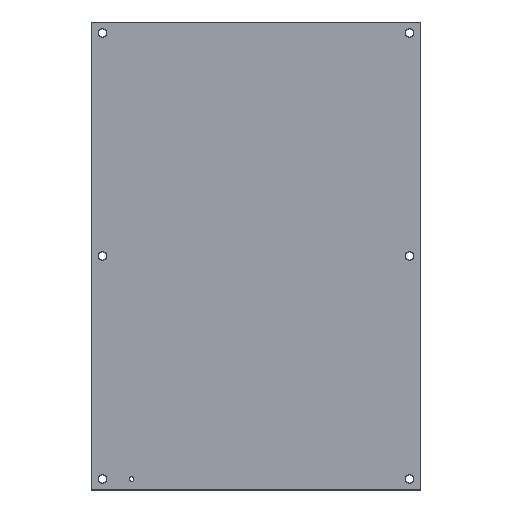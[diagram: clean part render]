
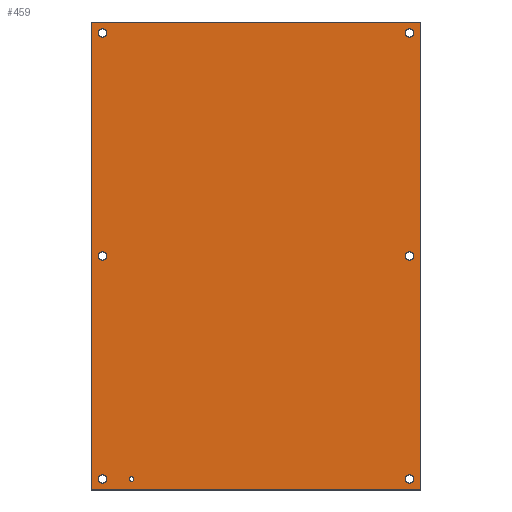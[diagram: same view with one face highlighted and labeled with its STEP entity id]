
A CAD part, top view. The second image highlights one B-rep face of the part: STEP entity #459.
In plain terms, the highlighted planar face has unit normal (0, 0, 1).
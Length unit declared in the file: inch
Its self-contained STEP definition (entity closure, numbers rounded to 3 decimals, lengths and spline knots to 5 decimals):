
#79=CARTESIAN_POINT('',(22.0315,16.,0.09375));
#80=VERTEX_POINT('',#79);
#81=CARTESIAN_POINT('',(21.75,16.,0.09375));
#82=DIRECTION('',(0.0,0.0,-1.0));
#83=DIRECTION('',(1.0,0.0,0.0));
#84=AXIS2_PLACEMENT_3D('',#81,#82,#83);
#85=CIRCLE('',#84,0.2815);
#86=EDGE_CURVE('',#80,#80,#85,.T.);
#107=CARTESIAN_POINT('',(1.0315,16.0,0.09375));
#108=VERTEX_POINT('',#107);
#109=CARTESIAN_POINT('',(0.75,16.0,0.09375));
#110=DIRECTION('',(0.0,0.0,-1.0));
#111=DIRECTION('',(1.0,0.0,0.0));
#112=AXIS2_PLACEMENT_3D('',#109,#110,#111);
#113=CIRCLE('',#112,0.2815);
#114=EDGE_CURVE('',#108,#108,#113,.T.);
#135=CARTESIAN_POINT('',(2.906,0.75,0.09375));
#136=VERTEX_POINT('',#135);
#137=CARTESIAN_POINT('',(2.75,0.75,0.09375));
#138=DIRECTION('',(0.0,0.0,-1.0));
#139=DIRECTION('',(1.0,0.0,0.0));
#140=AXIS2_PLACEMENT_3D('',#137,#138,#139);
#141=CIRCLE('',#140,0.156);
#142=EDGE_CURVE('',#136,#136,#141,.T.);
#163=CARTESIAN_POINT('',(22.0315,0.75,0.09375));
#164=VERTEX_POINT('',#163);
#165=CARTESIAN_POINT('',(21.75,0.75,0.09375));
#166=DIRECTION('',(0.0,0.0,-1.0));
#167=DIRECTION('',(1.0,0.0,0.0));
#168=AXIS2_PLACEMENT_3D('',#165,#166,#167);
#169=CIRCLE('',#168,0.2815);
#170=EDGE_CURVE('',#164,#164,#169,.T.);
#191=CARTESIAN_POINT('',(1.0315,0.75,0.09375));
#192=VERTEX_POINT('',#191);
#193=CARTESIAN_POINT('',(0.75,0.75,0.09375));
#194=DIRECTION('',(0.0,0.0,-1.0));
#195=DIRECTION('',(1.0,0.0,0.0));
#196=AXIS2_PLACEMENT_3D('',#193,#194,#195);
#197=CIRCLE('',#196,0.2815);
#198=EDGE_CURVE('',#192,#192,#197,.T.);
#219=CARTESIAN_POINT('',(22.0315,31.25,0.09375));
#220=VERTEX_POINT('',#219);
#221=CARTESIAN_POINT('',(21.75,31.25,0.09375));
#222=DIRECTION('',(0.0,0.0,-1.0));
#223=DIRECTION('',(1.0,0.0,0.0));
#224=AXIS2_PLACEMENT_3D('',#221,#222,#223);
#225=CIRCLE('',#224,0.2815);
#226=EDGE_CURVE('',#220,#220,#225,.T.);
#247=CARTESIAN_POINT('',(1.0315,31.25,0.09375));
#248=VERTEX_POINT('',#247);
#249=CARTESIAN_POINT('',(0.75,31.25,0.09375));
#250=DIRECTION('',(0.0,0.0,-1.0));
#251=DIRECTION('',(1.0,0.0,0.0));
#252=AXIS2_PLACEMENT_3D('',#249,#250,#251);
#253=CIRCLE('',#252,0.2815);
#254=EDGE_CURVE('',#248,#248,#253,.T.);
#275=CARTESIAN_POINT('',(0.0,0.0,0.09375));
#276=VERTEX_POINT('',#275);
#277=CARTESIAN_POINT('',(0.,32.0,0.09375));
#278=VERTEX_POINT('',#277);
#279=CARTESIAN_POINT('',(0.,0.0,0.09375));
#280=DIRECTION('',(0.0,1.0,0.0));
#281=VECTOR('',#280,32.0);
#282=LINE('',#279,#281);
#283=EDGE_CURVE('',#276,#278,#282,.T.);
#315=CARTESIAN_POINT('',(22.5,32.0,0.09375));
#316=VERTEX_POINT('',#315);
#317=CARTESIAN_POINT('',(0.,32.0,0.09375));
#318=DIRECTION('',(1.0,0.0,0.0));
#319=VECTOR('',#318,22.5);
#320=LINE('',#317,#319);
#321=EDGE_CURVE('',#278,#316,#320,.T.);
#346=CARTESIAN_POINT('',(22.5,0.0,0.09375));
#347=VERTEX_POINT('',#346);
#348=CARTESIAN_POINT('',(22.5,32.0,0.09375));
#349=DIRECTION('',(0.0,-1.0,0.0));
#350=VECTOR('',#349,32.0);
#351=LINE('',#348,#350);
#352=EDGE_CURVE('',#316,#347,#351,.T.);
#377=CARTESIAN_POINT('',(22.5,0.0,0.09375));
#378=DIRECTION('',(-1.0,0.0,0.0));
#379=VECTOR('',#378,22.5);
#380=LINE('',#377,#379);
#381=EDGE_CURVE('',#347,#276,#380,.T.);
#427=CARTESIAN_POINT('',(11.25,16.0,0.09375));
#428=DIRECTION('',(0.0,0.0,1.0));
#429=DIRECTION('',(1.0,0.0,0.0));
#430=AXIS2_PLACEMENT_3D('',#427,#428,#429);
#431=PLANE('',#430);
#432=ORIENTED_EDGE('',*,*,#283,.F.);
#433=ORIENTED_EDGE('',*,*,#381,.F.);
#434=ORIENTED_EDGE('',*,*,#352,.F.);
#435=ORIENTED_EDGE('',*,*,#321,.F.);
#436=EDGE_LOOP('',(#432,#433,#434,#435));
#437=FACE_OUTER_BOUND('',#436,.T.);
#438=ORIENTED_EDGE('',*,*,#86,.T.);
#439=EDGE_LOOP('',(#438));
#440=FACE_BOUND('',#439,.T.);
#441=ORIENTED_EDGE('',*,*,#114,.T.);
#442=EDGE_LOOP('',(#441));
#443=FACE_BOUND('',#442,.T.);
#444=ORIENTED_EDGE('',*,*,#142,.T.);
#445=EDGE_LOOP('',(#444));
#446=FACE_BOUND('',#445,.T.);
#447=ORIENTED_EDGE('',*,*,#170,.T.);
#448=EDGE_LOOP('',(#447));
#449=FACE_BOUND('',#448,.T.);
#450=ORIENTED_EDGE('',*,*,#198,.T.);
#451=EDGE_LOOP('',(#450));
#452=FACE_BOUND('',#451,.T.);
#453=ORIENTED_EDGE('',*,*,#226,.T.);
#454=EDGE_LOOP('',(#453));
#455=FACE_BOUND('',#454,.T.);
#456=ORIENTED_EDGE('',*,*,#254,.T.);
#457=EDGE_LOOP('',(#456));
#458=FACE_BOUND('',#457,.T.);
#459=ADVANCED_FACE('',(#437,#440,#443,#446,#449,#452,#455,#458),#431,.T.);
